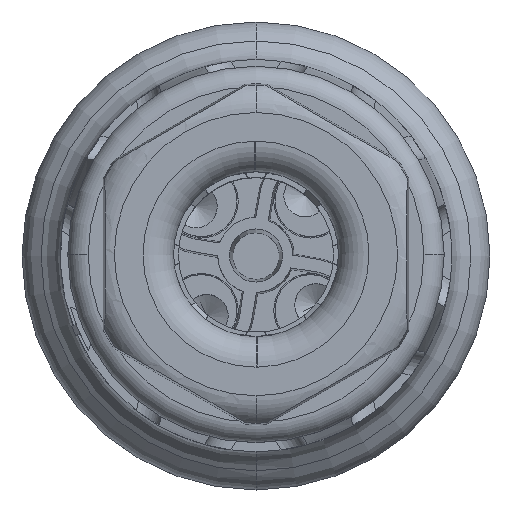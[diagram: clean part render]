
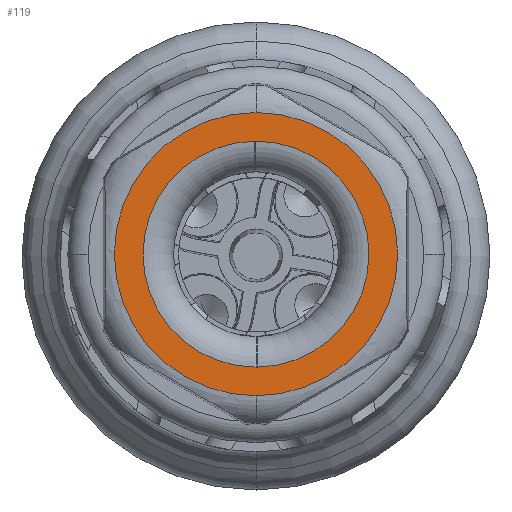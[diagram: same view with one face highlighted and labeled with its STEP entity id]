
A CAD part, top view. The second image highlights one B-rep face of the part: STEP entity #119.
In plain terms, the highlighted planar face has unit normal (0, 0, 1).
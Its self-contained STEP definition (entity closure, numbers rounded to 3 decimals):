
#119=ADVANCED_FACE('',(#3640,#3641),#3642,.T.);
#3640=FACE_OUTER_BOUND('',#10707,.T.);
#3641=FACE_BOUND('',#10708,.T.);
#3642=PLANE('',#10709);
#10707=EDGE_LOOP('',(#20780,#20781));
#10708=EDGE_LOOP('',(#20782,#20783,#20784,#20785));
#10709=AXIS2_PLACEMENT_3D('',#20786,#20787,#20788);
#20780=ORIENTED_EDGE('',*,*,#49812,.T.);
#20781=ORIENTED_EDGE('',*,*,#49813,.T.);
#20782=ORIENTED_EDGE('',*,*,#49814,.T.);
#20783=ORIENTED_EDGE('',*,*,#49093,.T.);
#20784=ORIENTED_EDGE('',*,*,#49815,.T.);
#20785=ORIENTED_EDGE('',*,*,#49096,.T.);
#20786=CARTESIAN_POINT('',(0.0,0.0,17.076));
#20787=DIRECTION('',(0.0,0.0,1.0));
#20788=DIRECTION('',(1.0,0.0,0.0));
#49093=EDGE_CURVE('',#58855,#58853,#58856,.T.);
#49096=EDGE_CURVE('',#58860,#58858,#58861,.T.);
#49812=EDGE_CURVE('',#60248,#60250,#60252,.T.);
#49813=EDGE_CURVE('',#60250,#60248,#60253,.T.);
#49814=EDGE_CURVE('',#58858,#58855,#60254,.T.);
#49815=EDGE_CURVE('',#58853,#58860,#60255,.T.);
#58853=VERTEX_POINT('',#75077);
#58855=VERTEX_POINT('',#75079);
#58856=CIRCLE('',#75080,11.105);
#58858=VERTEX_POINT('',#75082);
#58860=VERTEX_POINT('',#75084);
#58861=CIRCLE('',#75085,11.105);
#60248=VERTEX_POINT('',#78034);
#60250=VERTEX_POINT('',#78036);
#60252=CIRCLE('',#78038,13.922);
#60253=CIRCLE('',#78039,13.922);
#60254=CIRCLE('',#78040,11.105);
#60255=CIRCLE('',#78041,11.105);
#75077=CARTESIAN_POINT('',(0.0,-11.105,17.076));
#75079=CARTESIAN_POINT('',(0.165,-11.104,17.076));
#75080=AXIS2_PLACEMENT_3D('',#105497,#105498,#105499);
#75082=CARTESIAN_POINT('',(0.0,11.105,17.076));
#75084=CARTESIAN_POINT('',(-0.165,11.104,17.076));
#75085=AXIS2_PLACEMENT_3D('',#105506,#105507,#105508);
#78034=CARTESIAN_POINT('',(0.0,-13.922,17.076));
#78036=CARTESIAN_POINT('',(0.0,13.922,17.076));
#78038=AXIS2_PLACEMENT_3D('',#106070,#106071,#106072);
#78039=AXIS2_PLACEMENT_3D('',#106073,#106074,#106075);
#78040=AXIS2_PLACEMENT_3D('',#106076,#106077,#106078);
#78041=AXIS2_PLACEMENT_3D('',#106079,#106080,#106081);
#105497=CARTESIAN_POINT('',(0.0,0.0,17.076));
#105498=DIRECTION('',(0.0,0.0,-1.0));
#105499=DIRECTION('',(0.0,1.0,0.0));
#105506=CARTESIAN_POINT('',(0.0,0.0,17.076));
#105507=DIRECTION('',(0.0,0.0,-1.0));
#105508=DIRECTION('',(0.0,-1.0,0.0));
#106070=CARTESIAN_POINT('',(0.0,0.0,17.076));
#106071=DIRECTION('',(0.0,0.0,1.0));
#106072=DIRECTION('',(0.0,-1.0,0.0));
#106073=CARTESIAN_POINT('',(0.0,0.0,17.076));
#106074=DIRECTION('',(0.0,-0.0,1.0));
#106075=DIRECTION('',(0.0,1.0,0.0));
#106076=CARTESIAN_POINT('',(0.0,0.0,17.076));
#106077=DIRECTION('',(0.0,0.0,-1.0));
#106078=DIRECTION('',(0.0,1.0,0.0));
#106079=CARTESIAN_POINT('',(0.0,0.0,17.076));
#106080=DIRECTION('',(0.0,0.0,-1.0));
#106081=DIRECTION('',(0.0,-1.0,0.0));
